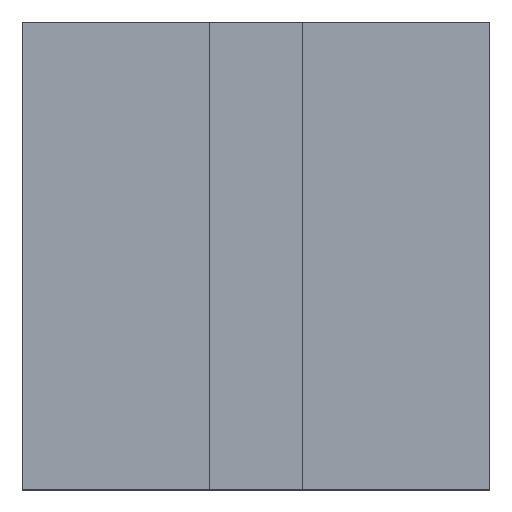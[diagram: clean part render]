
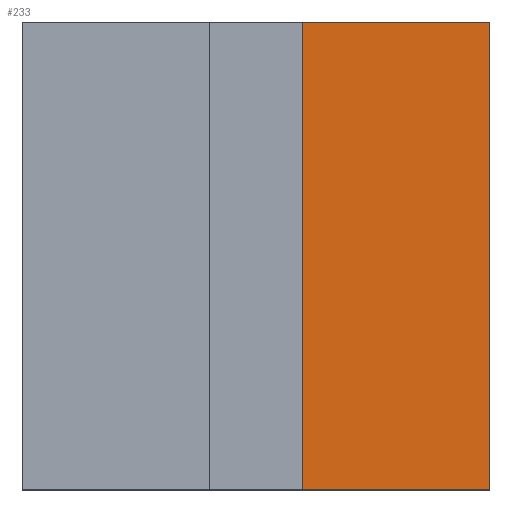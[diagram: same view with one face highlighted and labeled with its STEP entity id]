
A CAD part, top view. The second image highlights one B-rep face of the part: STEP entity #233.
In plain terms, the highlighted planar face has unit normal (0, 0, 1).
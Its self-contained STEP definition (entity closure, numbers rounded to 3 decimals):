
#233 = ADVANCED_FACE( '', ( #504 ), #505, .F. );
#504 = FACE_OUTER_BOUND( '', #829, .T. );
#505 = PLANE( '', #830 );
#829 = EDGE_LOOP( '', ( #1501, #1502, #1503, #1504 ) );
#830 = AXIS2_PLACEMENT_3D( '', #1505, #1506, #1507 );
#1501 = ORIENTED_EDGE( '', *, *, #2213, .F. );
#1502 = ORIENTED_EDGE( '', *, *, #2050, .F. );
#1503 = ORIENTED_EDGE( '', *, *, #2255, .F. );
#1504 = ORIENTED_EDGE( '', *, *, #2035, .F. );
#1505 = CARTESIAN_POINT( '', ( 0., 0., 0. ) );
#1506 = DIRECTION( '', ( 0., 0., -1. ) );
#1507 = DIRECTION( '', ( -1., 0., 0. ) );
#2035 = EDGE_CURVE( '', #2381, #2383, #2384, .T. );
#2050 = EDGE_CURVE( '', #2408, #2410, #2411, .T. );
#2213 = EDGE_CURVE( '', #2410, #2381, #2674, .T. );
#2255 = EDGE_CURVE( '', #2383, #2408, #2738, .T. );
#2381 = VERTEX_POINT( '', #2893 );
#2383 = VERTEX_POINT( '', #2896 );
#2384 = LINE( '', #2897, #2898 );
#2408 = VERTEX_POINT( '', #2936 );
#2410 = VERTEX_POINT( '', #2939 );
#2411 = LINE( '', #2940, #2941 );
#2674 = LINE( '', #3489, #3490 );
#2738 = LINE( '', #3662, #3663 );
#2893 = CARTESIAN_POINT( '', ( 1.5, -0.6, 0. ) );
#2896 = CARTESIAN_POINT( '', ( -1.5, -0.6, 0. ) );
#2897 = CARTESIAN_POINT( '', ( 1.5, -0.6, 0. ) );
#2898 = VECTOR( '', #4051, 1000. );
#2936 = CARTESIAN_POINT( '', ( -1.5, 0.6, 0. ) );
#2939 = CARTESIAN_POINT( '', ( 1.5, 0.6, 0. ) );
#2940 = CARTESIAN_POINT( '', ( -1.5, 0.6, 0. ) );
#2941 = VECTOR( '', #4059, 1000. );
#3489 = CARTESIAN_POINT( '', ( 1.5, 0.6, 0. ) );
#3490 = VECTOR( '', #4118, 1000. );
#3662 = CARTESIAN_POINT( '', ( -1.5, -0.6, 0. ) );
#3663 = VECTOR( '', #4130, 1000. );
#4051 = DIRECTION( '', ( -1., 0., 0. ) );
#4059 = DIRECTION( '', ( 1., 0., 0. ) );
#4118 = DIRECTION( '', ( 0., -1., 0. ) );
#4130 = DIRECTION( '', ( 0., 1., 0. ) );
